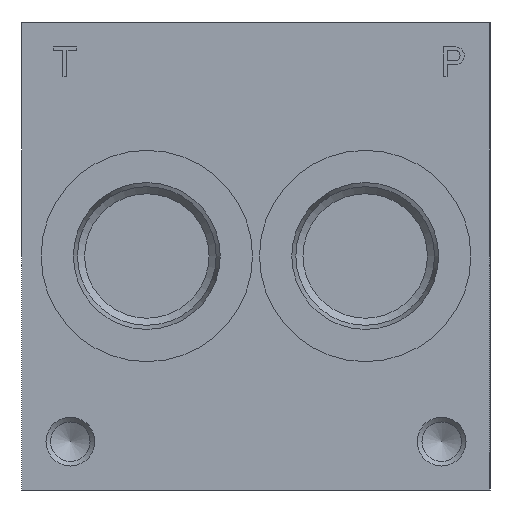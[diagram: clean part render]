
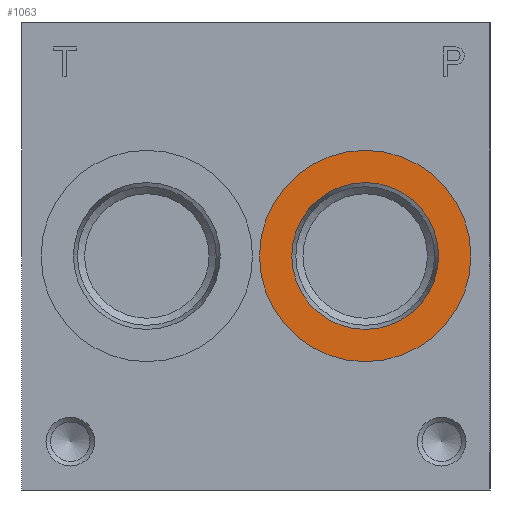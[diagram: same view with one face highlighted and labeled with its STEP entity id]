
A CAD part, left-side view. The second image highlights one B-rep face of the part: STEP entity #1063.
In plain terms, the highlighted planar face has unit normal (-1, 0, 0).
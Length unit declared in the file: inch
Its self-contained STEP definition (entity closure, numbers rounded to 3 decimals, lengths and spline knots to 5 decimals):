
#1063 = ADVANCED_FACE( '', ( #2274, #2275 ), #2276, .T. );
#2274 = FACE_BOUND( '', #3547, .T. );
#2275 = FACE_OUTER_BOUND( '', #3548, .T. );
#2276 = PLANE( '', #3549 );
#3547 = EDGE_LOOP( '', ( #6470 ) );
#3548 = EDGE_LOOP( '', ( #6471 ) );
#3549 = AXIS2_PLACEMENT_3D( '', #6472, #6473, #6474 );
#6470 = ORIENTED_EDGE( '', *, *, #7467, .T. );
#6471 = ORIENTED_EDGE( '', *, *, #7888, .F. );
#6472 = CARTESIAN_POINT( '', ( 0.031, 1.4775, 1.5 ) );
#6473 = DIRECTION( '', ( -1., 0., 0. ) );
#6474 = DIRECTION( '', ( 0., 0., 1. ) );
#7467 = EDGE_CURVE( '', #9071, #9071, #9072, .T. );
#7888 = EDGE_CURVE( '', #9609, #9609, #9610, .T. );
#9071 = VERTEX_POINT( '', #11192 );
#9072 = CIRCLE( '', #11193, 0.4705 );
#9609 = VERTEX_POINT( '', #11922 );
#9610 = CIRCLE( '', #11923, 0.6775 );
#11192 = CARTESIAN_POINT( '', ( 0.031, 0.8, 1.0295 ) );
#11193 = AXIS2_PLACEMENT_3D( '', #12803, #12804, #12805 );
#11922 = CARTESIAN_POINT( '', ( 0.031, 0.8, 0.8225 ) );
#11923 = AXIS2_PLACEMENT_3D( '', #13202, #13203, #13204 );
#12803 = CARTESIAN_POINT( '', ( 0.031, 0.8, 1.5 ) );
#12804 = DIRECTION( '', ( 1., 0., 0. ) );
#12805 = DIRECTION( '', ( 0., 0., -1. ) );
#13202 = CARTESIAN_POINT( '', ( 0.031, 0.8, 1.5 ) );
#13203 = DIRECTION( '', ( 1., 0., 0. ) );
#13204 = DIRECTION( '', ( 0., 0., -1. ) );
